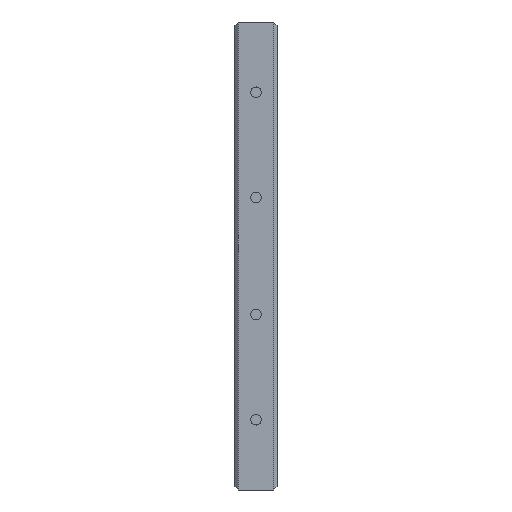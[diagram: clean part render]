
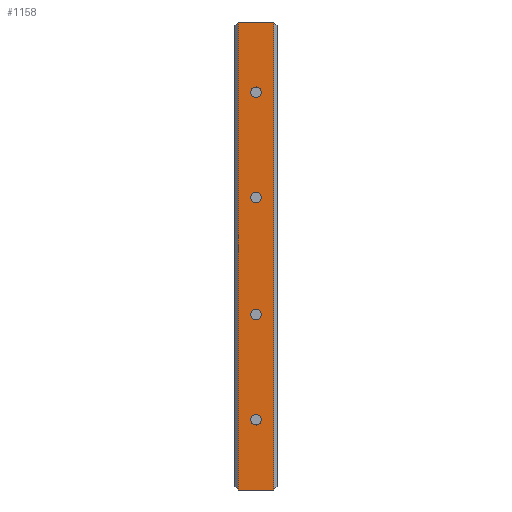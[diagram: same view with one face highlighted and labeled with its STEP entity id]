
A CAD part, left-side view. The second image highlights one B-rep face of the part: STEP entity #1158.
In plain terms, the highlighted planar face has unit normal (-1, 0, 0).
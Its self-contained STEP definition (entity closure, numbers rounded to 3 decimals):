
#43 = PLANE ( 'NONE',  #6212 ) ;
#152 = LINE ( 'NONE', #2333, #4405 ) ;
#234 = EDGE_CURVE ( 'NONE', #1166, #4280, #4699, .T. ) ;
#295 = CIRCLE ( 'NONE', #2888, 2.25 ) ;
#392 = CIRCLE ( 'NONE', #2546, 2.25 ) ;
#474 = CARTESIAN_POINT ( 'NONE',  ( -100., 9., 67.75 ) ) ;
#513 = FACE_BOUND ( 'NONE', #6234, .T. ) ;
#546 = EDGE_LOOP ( 'NONE', ( #4649, #1855 ) ) ;
#606 = CARTESIAN_POINT ( 'NONE',  ( -100., 9., 70. ) ) ;
#741 = CARTESIAN_POINT ( 'NONE',  ( -100., 9., -67.75 ) ) ;
#776 = DIRECTION ( 'NONE',  ( -1., 0., 0. ) ) ;
#862 = ORIENTED_EDGE ( 'NONE', *, *, #1199, .T. ) ;
#943 = ORIENTED_EDGE ( 'NONE', *, *, #3572, .T. ) ;
#1036 = CARTESIAN_POINT ( 'NONE',  ( -100., 1.5, 100. ) ) ;
#1099 = CIRCLE ( 'NONE', #2226, 2.25 ) ;
#1158 = ADVANCED_FACE ( 'NONE', ( #513, #5893, #1716, #2715, #6450 ), #43, .F. ) ;
#1166 = VERTEX_POINT ( 'NONE', #4555 ) ;
#1199 = EDGE_CURVE ( 'NONE', #5476, #5345, #3954, .T. ) ;
#1472 = ORIENTED_EDGE ( 'NONE', *, *, #234, .F. ) ;
#1536 = CARTESIAN_POINT ( 'NONE',  ( -100., 9., -27.25 ) ) ;
#1716 = FACE_BOUND ( 'NONE', #2865, .T. ) ;
#1855 = ORIENTED_EDGE ( 'NONE', *, *, #5412, .F. ) ;
#1908 = ORIENTED_EDGE ( 'NONE', *, *, #6672, .F. ) ;
#2030 = CARTESIAN_POINT ( 'NONE',  ( -100., 18., 100. ) ) ;
#2039 = CARTESIAN_POINT ( 'NONE',  ( -100., 9., -25. ) ) ;
#2078 = EDGE_LOOP ( 'NONE', ( #943, #2801 ) ) ;
#2091 = VERTEX_POINT ( 'NONE', #5638 ) ;
#2226 = AXIS2_PLACEMENT_3D ( 'NONE', #2039, #5736, #4671 ) ;
#2272 = DIRECTION ( 'NONE',  ( -1., 0., 0. ) ) ;
#2319 = DIRECTION ( 'NONE',  ( 1., 0., 0. ) ) ;
#2333 = CARTESIAN_POINT ( 'NONE',  ( -100., 18., -100. ) ) ;
#2359 = EDGE_CURVE ( 'NONE', #3543, #2805, #152, .T. ) ;
#2380 = LINE ( 'NONE', #4541, #5006 ) ;
#2413 = DIRECTION ( 'NONE',  ( 0., 0., -1. ) ) ;
#2447 = CARTESIAN_POINT ( 'NONE',  ( -100., 9., -70. ) ) ;
#2454 = CARTESIAN_POINT ( 'NONE',  ( -100., 9., 25. ) ) ;
#2525 = DIRECTION ( 'NONE',  ( 1., 0., 0. ) ) ;
#2538 = EDGE_CURVE ( 'NONE', #2805, #4280, #4028, .T. ) ;
#2546 = AXIS2_PLACEMENT_3D ( 'NONE', #4282, #2795, #4888 ) ;
#2578 = AXIS2_PLACEMENT_3D ( 'NONE', #5939, #2272, #4390 ) ;
#2657 = DIRECTION ( 'NONE',  ( -1., 0., 0. ) ) ;
#2715 = FACE_BOUND ( 'NONE', #2078, .T. ) ;
#2795 = DIRECTION ( 'NONE',  ( 1., 0., 0. ) ) ;
#2801 = ORIENTED_EDGE ( 'NONE', *, *, #4534, .T. ) ;
#2805 = VERTEX_POINT ( 'NONE', #3874 ) ;
#2865 = EDGE_LOOP ( 'NONE', ( #862, #6419 ) ) ;
#2888 = AXIS2_PLACEMENT_3D ( 'NONE', #5217, #2657, #4688 ) ;
#3026 = VERTEX_POINT ( 'NONE', #1536 ) ;
#3063 = CARTESIAN_POINT ( 'NONE',  ( -100., 9., 22.75 ) ) ;
#3116 = AXIS2_PLACEMENT_3D ( 'NONE', #2454, #2525, #2413 ) ;
#3198 = AXIS2_PLACEMENT_3D ( 'NONE', #3493, #6574, #5522 ) ;
#3371 = DIRECTION ( 'NONE',  ( 0., 0., -1. ) ) ;
#3446 = DIRECTION ( 'NONE',  ( 0., 0., 1. ) ) ;
#3453 = CIRCLE ( 'NONE', #2578, 2.25 ) ;
#3485 = DIRECTION ( 'NONE',  ( 0., 0., -1. ) ) ;
#3493 = CARTESIAN_POINT ( 'NONE',  ( -100., 9., 70. ) ) ;
#3543 = VERTEX_POINT ( 'NONE', #5503 ) ;
#3572 = EDGE_CURVE ( 'NONE', #6757, #5379, #392, .T. ) ;
#3654 = AXIS2_PLACEMENT_3D ( 'NONE', #606, #4365, #6502 ) ;
#3760 = VECTOR ( 'NONE', #4664, 1000. ) ;
#3809 = VERTEX_POINT ( 'NONE', #6252 ) ;
#3874 = CARTESIAN_POINT ( 'NONE',  ( -100., 1.5, -100. ) ) ;
#3954 = CIRCLE ( 'NONE', #3198, 2.25 ) ;
#4028 = LINE ( 'NONE', #4669, #4766 ) ;
#4251 = ORIENTED_EDGE ( 'NONE', *, *, #2538, .T. ) ;
#4280 = VERTEX_POINT ( 'NONE', #1036 ) ;
#4282 = CARTESIAN_POINT ( 'NONE',  ( -100., 9., 25. ) ) ;
#4365 = DIRECTION ( 'NONE',  ( 1., 0., 0. ) ) ;
#4369 = ORIENTED_EDGE ( 'NONE', *, *, #4561, .T. ) ;
#4390 = DIRECTION ( 'NONE',  ( 0., 0., 1. ) ) ;
#4405 = VECTOR ( 'NONE', #6545, 1000. ) ;
#4445 = EDGE_CURVE ( 'NONE', #5345, #5476, #6906, .T. ) ;
#4534 = EDGE_CURVE ( 'NONE', #5379, #6757, #4570, .T. ) ;
#4541 = CARTESIAN_POINT ( 'NONE',  ( -100., 16.5, 100. ) ) ;
#4555 = CARTESIAN_POINT ( 'NONE',  ( -100., 16.5, 100. ) ) ;
#4561 = EDGE_CURVE ( 'NONE', #1166, #3543, #2380, .T. ) ;
#4570 = CIRCLE ( 'NONE', #3116, 2.25 ) ;
#4573 = AXIS2_PLACEMENT_3D ( 'NONE', #2447, #776, #3446 ) ;
#4649 = ORIENTED_EDGE ( 'NONE', *, *, #4694, .F. ) ;
#4664 = DIRECTION ( 'NONE',  ( 0., -1., 0. ) ) ;
#4669 = CARTESIAN_POINT ( 'NONE',  ( -100., 1.5, 100. ) ) ;
#4671 = DIRECTION ( 'NONE',  ( 0., 0., 1. ) ) ;
#4688 = DIRECTION ( 'NONE',  ( 0., 0., 1. ) ) ;
#4694 = EDGE_CURVE ( 'NONE', #2091, #3026, #295, .T. ) ;
#4699 = LINE ( 'NONE', #2030, #3760 ) ;
#4766 = VECTOR ( 'NONE', #5094, 1000. ) ;
#4888 = DIRECTION ( 'NONE',  ( 0., 0., -1. ) ) ;
#5006 = VECTOR ( 'NONE', #3485, 1000. ) ;
#5094 = DIRECTION ( 'NONE',  ( 0., 0., 1. ) ) ;
#5217 = CARTESIAN_POINT ( 'NONE',  ( -100., 9., -25. ) ) ;
#5345 = VERTEX_POINT ( 'NONE', #474 ) ;
#5379 = VERTEX_POINT ( 'NONE', #3063 ) ;
#5412 = EDGE_CURVE ( 'NONE', #3026, #2091, #1099, .T. ) ;
#5449 = CARTESIAN_POINT ( 'NONE',  ( -100., 9., 72.25 ) ) ;
#5476 = VERTEX_POINT ( 'NONE', #5449 ) ;
#5503 = CARTESIAN_POINT ( 'NONE',  ( -100., 16.5, -100. ) ) ;
#5522 = DIRECTION ( 'NONE',  ( 0., 0., -1. ) ) ;
#5638 = CARTESIAN_POINT ( 'NONE',  ( -100., 9., -22.75 ) ) ;
#5715 = ORIENTED_EDGE ( 'NONE', *, *, #2359, .T. ) ;
#5736 = DIRECTION ( 'NONE',  ( -1., 0., 0. ) ) ;
#5830 = VERTEX_POINT ( 'NONE', #741 ) ;
#5888 = EDGE_CURVE ( 'NONE', #3809, #5830, #6262, .T. ) ;
#5893 = FACE_BOUND ( 'NONE', #546, .T. ) ;
#5939 = CARTESIAN_POINT ( 'NONE',  ( -100., 9., -70. ) ) ;
#6169 = CARTESIAN_POINT ( 'NONE',  ( -100., 18., 100. ) ) ;
#6212 = AXIS2_PLACEMENT_3D ( 'NONE', #6169, #2319, #3371 ) ;
#6234 = EDGE_LOOP ( 'NONE', ( #1908, #6275 ) ) ;
#6252 = CARTESIAN_POINT ( 'NONE',  ( -100., 9., -72.25 ) ) ;
#6262 = CIRCLE ( 'NONE', #4573, 2.25 ) ;
#6275 = ORIENTED_EDGE ( 'NONE', *, *, #5888, .F. ) ;
#6419 = ORIENTED_EDGE ( 'NONE', *, *, #4445, .T. ) ;
#6450 = FACE_OUTER_BOUND ( 'NONE', #6857, .T. ) ;
#6502 = DIRECTION ( 'NONE',  ( 0., 0., -1. ) ) ;
#6545 = DIRECTION ( 'NONE',  ( 0., -1., 0. ) ) ;
#6574 = DIRECTION ( 'NONE',  ( 1., 0., 0. ) ) ;
#6590 = CARTESIAN_POINT ( 'NONE',  ( -100., 9., 27.25 ) ) ;
#6672 = EDGE_CURVE ( 'NONE', #5830, #3809, #3453, .T. ) ;
#6757 = VERTEX_POINT ( 'NONE', #6590 ) ;
#6857 = EDGE_LOOP ( 'NONE', ( #5715, #4251, #1472, #4369 ) ) ;
#6906 = CIRCLE ( 'NONE', #3654, 2.25 ) ;
